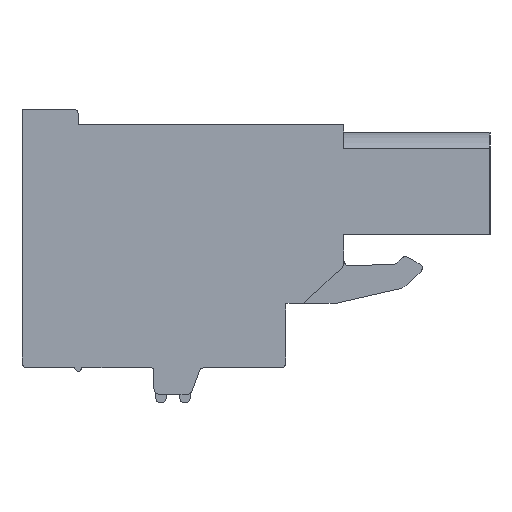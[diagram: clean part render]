
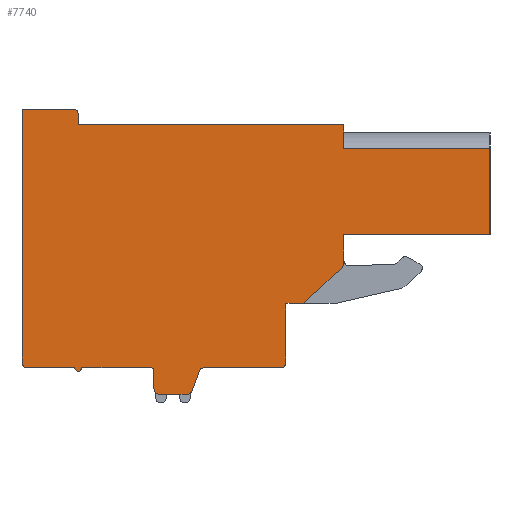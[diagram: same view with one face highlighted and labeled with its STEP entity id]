
A CAD part, left-side view. The second image highlights one B-rep face of the part: STEP entity #7740.
In plain terms, the highlighted planar face has unit normal (-1, 0, 0).
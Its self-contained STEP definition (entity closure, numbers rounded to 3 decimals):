
#1=DIRECTION('',(0.,1.,0.));
#2=VECTOR('',#1,8.3);
#3=CARTESIAN_POINT('',(0.,-13.96,5.635));
#4=LINE('',#3,#2);
#5=DIRECTION('',(0.,1.,0.));
#6=VECTOR('',#5,8.3);
#7=CARTESIAN_POINT('',(0.,-13.96,0.73));
#8=LINE('',#7,#6);
#9=DIRECTION('',(0.,0.,-1.));
#10=VECTOR('',#9,1.64);
#11=CARTESIAN_POINT('',(0.,-5.66,0.73));
#12=LINE('',#11,#10);
#13=CARTESIAN_POINT('',(0.,-5.36,-0.91));
#14=DIRECTION('',(1.,0.,0.));
#15=DIRECTION('',(0.,-1.,0.));
#16=AXIS2_PLACEMENT_3D('',#13,#14,#15);
#18=DIRECTION('',(0.,0.731,-0.683));
#19=VECTOR('',#18,3.018);
#20=CARTESIAN_POINT('',(0.,-5.565,-1.129));
#21=LINE('',#20,#19);
#22=DIRECTION('',(0.,1.,0.));
#23=VECTOR('',#22,1.);
#24=CARTESIAN_POINT('',(0.,-3.36,-3.19));
#25=LINE('',#24,#23);
#26=DIRECTION('',(0.,0.,-1.));
#27=VECTOR('',#26,0.5);
#28=CARTESIAN_POINT('',(0.,-2.36,-3.19));
#29=LINE('',#28,#27);
#30=DIRECTION('',(0.,0.,-1.));
#31=VECTOR('',#30,2.35);
#32=CARTESIAN_POINT('',(0.,-2.36,-3.69));
#33=LINE('',#32,#31);
#34=DIRECTION('',(0.,0.,-1.));
#35=VECTOR('',#34,0.5);
#36=CARTESIAN_POINT('',(0.,-2.36,-6.04));
#37=LINE('',#36,#35);
#38=CARTESIAN_POINT('',(0.,-2.06,-6.54));
#39=DIRECTION('',(1.,0.,0.));
#40=DIRECTION('',(0.,-1.,0.));
#41=AXIS2_PLACEMENT_3D('',#38,#39,#40);
#43=DIRECTION('',(0.,1.,0.));
#44=VECTOR('',#43,4.34);
#45=CARTESIAN_POINT('',(0.,-2.06,-6.84));
#46=LINE('',#45,#44);
#47=CARTESIAN_POINT('',(0.,2.28,-7.14));
#48=DIRECTION('',(-1.,0.,0.));
#49=DIRECTION('',(0.,0.,1.));
#50=AXIS2_PLACEMENT_3D('',#47,#48,#49);
#52=DIRECTION('',(0.,0.345,-0.939));
#53=VECTOR('',#52,1.179);
#54=CARTESIAN_POINT('',(0.,2.562,-7.037));
#55=LINE('',#54,#53);
#56=CARTESIAN_POINT('',(0.,3.25,-8.04));
#57=DIRECTION('',(1.,0.,0.));
#58=DIRECTION('',(0.,-0.939,-0.345));
#59=AXIS2_PLACEMENT_3D('',#56,#57,#58);
#61=DIRECTION('',(0.,1.,0.));
#62=VECTOR('',#61,1.59);
#63=CARTESIAN_POINT('',(0.,3.25,-8.34));
#64=LINE('',#63,#62);
#65=CARTESIAN_POINT('',(0.,4.84,-8.04));
#66=DIRECTION('',(1.,0.,0.));
#67=DIRECTION('',(0.,0.,-1.));
#68=AXIS2_PLACEMENT_3D('',#65,#66,#67);
#70=DIRECTION('',(0.,0.,1.));
#71=VECTOR('',#70,1.);
#72=CARTESIAN_POINT('',(0.,5.14,-8.04));
#73=LINE('',#72,#71);
#74=CARTESIAN_POINT('',(0.,5.34,-7.04));
#75=DIRECTION('',(-1.,0.,0.));
#76=DIRECTION('',(0.,-1.,0.));
#77=AXIS2_PLACEMENT_3D('',#74,#75,#76);
#79=DIRECTION('',(0.,1.,0.));
#80=VECTOR('',#79,3.9);
#81=CARTESIAN_POINT('',(0.,5.34,-6.84));
#82=LINE('',#81,#80);
#83=CARTESIAN_POINT('',(0.,9.44,-6.84));
#84=DIRECTION('',(1.,0.,0.));
#85=DIRECTION('',(0.,-1.,0.));
#86=AXIS2_PLACEMENT_3D('',#83,#84,#85);
#88=DIRECTION('',(0.,1.,0.));
#89=VECTOR('',#88,2.7);
#90=CARTESIAN_POINT('',(0.,9.64,-6.84));
#91=LINE('',#90,#89);
#92=CARTESIAN_POINT('',(0.,12.34,-6.54));
#93=DIRECTION('',(1.,0.,0.));
#94=DIRECTION('',(0.,0.,-1.));
#95=AXIS2_PLACEMENT_3D('',#92,#93,#94);
#97=DIRECTION('',(0.,0.,1.));
#98=VECTOR('',#97,0.5);
#99=CARTESIAN_POINT('',(0.,12.64,-6.54));
#100=LINE('',#99,#98);
#101=DIRECTION('',(0.,0.,1.));
#102=VECTOR('',#101,13.9);
#103=CARTESIAN_POINT('',(0.,12.64,-6.04));
#104=LINE('',#103,#102);
#105=DIRECTION('',(0.,-1.,0.));
#106=VECTOR('',#105,2.9);
#107=CARTESIAN_POINT('',(0.,12.64,7.86));
#108=LINE('',#107,#106);
#109=CARTESIAN_POINT('',(0.,9.74,7.56));
#110=DIRECTION('',(1.,0.,0.));
#111=DIRECTION('',(0.,0.,1.));
#112=AXIS2_PLACEMENT_3D('',#109,#110,#111);
#114=DIRECTION('',(0.,0.,-1.));
#115=VECTOR('',#114,0.6);
#116=CARTESIAN_POINT('',(0.,9.44,7.56));
#117=LINE('',#116,#115);
#118=DIRECTION('',(0.,-1.,0.));
#119=VECTOR('',#118,15.1);
#120=CARTESIAN_POINT('',(0.,9.44,6.96));
#121=LINE('',#120,#119);
#211=DIRECTION('',(0.,0.,1.));
#212=VECTOR('',#211,1.325);
#213=CARTESIAN_POINT('',(0.,-5.66,5.635));
#214=LINE('',#213,#212);
#546=DIRECTION('',(0.,0.,1.));
#547=VECTOR('',#546,4.905);
#548=CARTESIAN_POINT('',(0.,-13.96,0.73));
#549=LINE('',#548,#547);
#5841=CARTESIAN_POINT('',(0.,12.34,-6.84));
#5842=CARTESIAN_POINT('',(0.,12.64,-6.54));
#5843=VERTEX_POINT('',#5841);
#5844=VERTEX_POINT('',#5842);
#5845=CARTESIAN_POINT('',(0.,12.64,-6.04));
#5846=VERTEX_POINT('',#5845);
#5847=CARTESIAN_POINT('',(0.,12.64,7.86));
#5848=VERTEX_POINT('',#5847);
#5849=CARTESIAN_POINT('',(0.,9.74,7.86));
#5850=VERTEX_POINT('',#5849);
#5851=CARTESIAN_POINT('',(0.,9.44,7.56));
#5852=VERTEX_POINT('',#5851);
#5853=CARTESIAN_POINT('',(0.,9.44,6.96));
#5854=VERTEX_POINT('',#5853);
#5855=CARTESIAN_POINT('',(0.,-5.66,6.96));
#5856=VERTEX_POINT('',#5855);
#5857=CARTESIAN_POINT('',(0.,-13.96,0.73));
#5858=CARTESIAN_POINT('',(0.,-5.66,0.73));
#5859=VERTEX_POINT('',#5857);
#5860=VERTEX_POINT('',#5858);
#5861=CARTESIAN_POINT('',(0.,-5.66,-0.91));
#5862=VERTEX_POINT('',#5861);
#5863=CARTESIAN_POINT('',(0.,-5.565,-1.129));
#5864=VERTEX_POINT('',#5863);
#5865=CARTESIAN_POINT('',(0.,-3.36,-3.19));
#5866=VERTEX_POINT('',#5865);
#5867=CARTESIAN_POINT('',(0.,-2.36,-3.19));
#5868=VERTEX_POINT('',#5867);
#5869=CARTESIAN_POINT('',(0.,-2.36,-3.69));
#5870=VERTEX_POINT('',#5869);
#5871=CARTESIAN_POINT('',(0.,-2.36,-6.04));
#5872=VERTEX_POINT('',#5871);
#5873=CARTESIAN_POINT('',(0.,-2.36,-6.54));
#5874=VERTEX_POINT('',#5873);
#5875=CARTESIAN_POINT('',(0.,-2.06,-6.84));
#5876=VERTEX_POINT('',#5875);
#5877=CARTESIAN_POINT('',(0.,2.28,-6.84));
#5878=VERTEX_POINT('',#5877);
#5879=CARTESIAN_POINT('',(0.,2.562,-7.037));
#5880=VERTEX_POINT('',#5879);
#5881=CARTESIAN_POINT('',(0.,2.968,-8.143));
#5882=VERTEX_POINT('',#5881);
#5883=CARTESIAN_POINT('',(0.,3.25,-8.34));
#5884=VERTEX_POINT('',#5883);
#5885=CARTESIAN_POINT('',(0.,4.84,-8.34));
#5886=VERTEX_POINT('',#5885);
#5887=CARTESIAN_POINT('',(0.,5.14,-8.04));
#5888=VERTEX_POINT('',#5887);
#5889=CARTESIAN_POINT('',(0.,5.14,-7.04));
#5890=VERTEX_POINT('',#5889);
#5891=CARTESIAN_POINT('',(0.,5.34,-6.84));
#5892=VERTEX_POINT('',#5891);
#5893=CARTESIAN_POINT('',(0.,9.24,-6.84));
#5894=VERTEX_POINT('',#5893);
#5895=CARTESIAN_POINT('',(0.,9.64,-6.84));
#5896=VERTEX_POINT('',#5895);
#6201=CARTESIAN_POINT('',(0.,-13.96,5.635));
#6202=CARTESIAN_POINT('',(0.,-5.66,5.635));
#6203=VERTEX_POINT('',#6201);
#6204=VERTEX_POINT('',#6202);
#7673=CARTESIAN_POINT('',(0.,0.,0.));
#7674=DIRECTION('',(1.,0.,0.));
#7675=DIRECTION('',(0.,-1.,0.));
#7676=AXIS2_PLACEMENT_3D('',#7673,#7674,#7675);
#7677=PLANE('',#7676);
#7679=ORIENTED_EDGE('',*,*,#7678,.F.);
#7681=ORIENTED_EDGE('',*,*,#7680,.F.);
#7683=ORIENTED_EDGE('',*,*,#7682,.T.);
#7685=ORIENTED_EDGE('',*,*,#7684,.T.);
#7687=ORIENTED_EDGE('',*,*,#7686,.T.);
#7689=ORIENTED_EDGE('',*,*,#7688,.T.);
#7691=ORIENTED_EDGE('',*,*,#7690,.T.);
#7693=ORIENTED_EDGE('',*,*,#7692,.T.);
#7695=ORIENTED_EDGE('',*,*,#7694,.T.);
#7697=ORIENTED_EDGE('',*,*,#7696,.T.);
#7699=ORIENTED_EDGE('',*,*,#7698,.T.);
#7701=ORIENTED_EDGE('',*,*,#7700,.T.);
#7703=ORIENTED_EDGE('',*,*,#7702,.T.);
#7705=ORIENTED_EDGE('',*,*,#7704,.T.);
#7707=ORIENTED_EDGE('',*,*,#7706,.T.);
#7709=ORIENTED_EDGE('',*,*,#7708,.T.);
#7711=ORIENTED_EDGE('',*,*,#7710,.T.);
#7713=ORIENTED_EDGE('',*,*,#7712,.T.);
#7715=ORIENTED_EDGE('',*,*,#7714,.T.);
#7717=ORIENTED_EDGE('',*,*,#7716,.T.);
#7719=ORIENTED_EDGE('',*,*,#7718,.T.);
#7721=ORIENTED_EDGE('',*,*,#7720,.T.);
#7723=ORIENTED_EDGE('',*,*,#7722,.T.);
#7725=ORIENTED_EDGE('',*,*,#7724,.T.);
#7727=ORIENTED_EDGE('',*,*,#7726,.T.);
#7729=ORIENTED_EDGE('',*,*,#7728,.T.);
#7731=ORIENTED_EDGE('',*,*,#7730,.T.);
#7733=ORIENTED_EDGE('',*,*,#7732,.T.);
#7735=ORIENTED_EDGE('',*,*,#7734,.T.);
#7737=ORIENTED_EDGE('',*,*,#7736,.F.);
#7738=EDGE_LOOP('',(#7679,#7681,#7683,#7685,#7687,#7689,#7691,#7693,#7695,#7697,
#7699,#7701,#7703,#7705,#7707,#7709,#7711,#7713,#7715,#7717,#7719,#7721,#7723,
#7725,#7727,#7729,#7731,#7733,#7735,#7737));
#7739=FACE_OUTER_BOUND('',#7738,.F.);
#7740=ADVANCED_FACE('',(#7739),#7677,.F.);
#17=CIRCLE('',#16,0.3);
#42=CIRCLE('',#41,0.3);
#51=CIRCLE('',#50,0.3);
#60=CIRCLE('',#59,0.3);
#69=CIRCLE('',#68,0.3);
#78=CIRCLE('',#77,0.2);
#87=CIRCLE('',#86,0.2);
#96=CIRCLE('',#95,0.3);
#113=CIRCLE('',#112,0.3);
#7678=EDGE_CURVE('',#6203,#6204,#4,.T.);
#7680=EDGE_CURVE('',#5859,#6203,#549,.T.);
#7682=EDGE_CURVE('',#5859,#5860,#8,.T.);
#7684=EDGE_CURVE('',#5860,#5862,#12,.T.);
#7686=EDGE_CURVE('',#5862,#5864,#17,.T.);
#7688=EDGE_CURVE('',#5864,#5866,#21,.T.);
#7690=EDGE_CURVE('',#5866,#5868,#25,.T.);
#7692=EDGE_CURVE('',#5868,#5870,#29,.T.);
#7694=EDGE_CURVE('',#5870,#5872,#33,.T.);
#7696=EDGE_CURVE('',#5872,#5874,#37,.T.);
#7698=EDGE_CURVE('',#5874,#5876,#42,.T.);
#7700=EDGE_CURVE('',#5876,#5878,#46,.T.);
#7702=EDGE_CURVE('',#5878,#5880,#51,.T.);
#7704=EDGE_CURVE('',#5880,#5882,#55,.T.);
#7706=EDGE_CURVE('',#5882,#5884,#60,.T.);
#7708=EDGE_CURVE('',#5884,#5886,#64,.T.);
#7710=EDGE_CURVE('',#5886,#5888,#69,.T.);
#7712=EDGE_CURVE('',#5888,#5890,#73,.T.);
#7714=EDGE_CURVE('',#5890,#5892,#78,.T.);
#7716=EDGE_CURVE('',#5892,#5894,#82,.T.);
#7718=EDGE_CURVE('',#5894,#5896,#87,.T.);
#7720=EDGE_CURVE('',#5896,#5843,#91,.T.);
#7722=EDGE_CURVE('',#5843,#5844,#96,.T.);
#7724=EDGE_CURVE('',#5844,#5846,#100,.T.);
#7726=EDGE_CURVE('',#5846,#5848,#104,.T.);
#7728=EDGE_CURVE('',#5848,#5850,#108,.T.);
#7730=EDGE_CURVE('',#5850,#5852,#113,.T.);
#7732=EDGE_CURVE('',#5852,#5854,#117,.T.);
#7734=EDGE_CURVE('',#5854,#5856,#121,.T.);
#7736=EDGE_CURVE('',#6204,#5856,#214,.T.);
